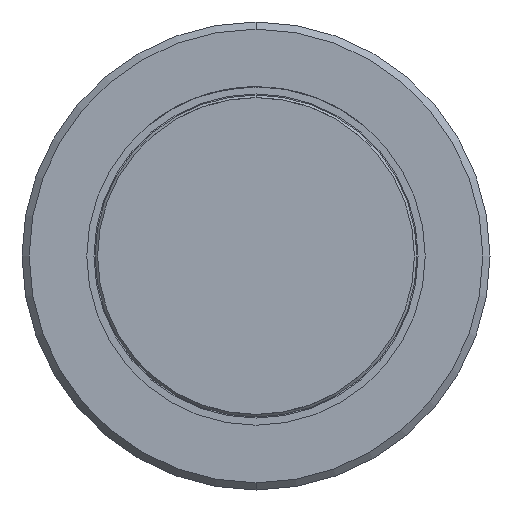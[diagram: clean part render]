
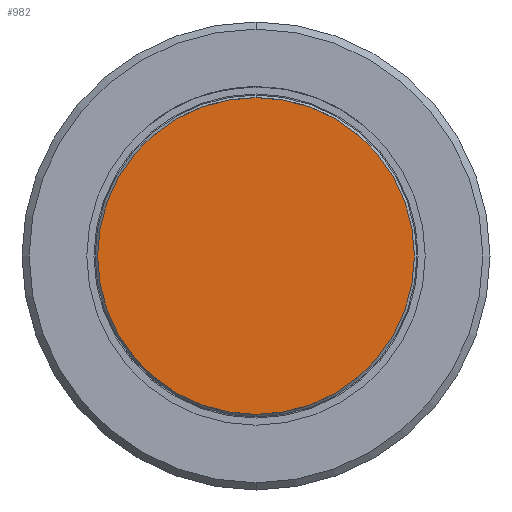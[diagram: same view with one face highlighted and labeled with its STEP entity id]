
A CAD part, front view. The second image highlights one B-rep face of the part: STEP entity #982.
In plain terms, the highlighted planar face has unit normal (0, -1, 0).
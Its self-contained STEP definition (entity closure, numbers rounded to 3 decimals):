
#92 = DIRECTION ( 'NONE',  ( -1., 0., 0. ) ) ;
#209 = CARTESIAN_POINT ( 'NONE',  ( 0., 0., 0. ) ) ;
#332 = EDGE_LOOP ( 'NONE', ( #919, #4011 ) ) ;
#827 = CARTESIAN_POINT ( 'NONE',  ( 0., 0., -1.9 ) ) ;
#919 = ORIENTED_EDGE ( 'NONE', *, *, #2356, .T. ) ;
#982 = ADVANCED_FACE ( 'Defeature ausgef�hrt1_27', ( #985 ), #4166, .F. ) ;
#985 = FACE_OUTER_BOUND ( 'NONE', #332, .T. ) ;
#1132 = CARTESIAN_POINT ( 'NONE',  ( 2.2, 0., 0. ) ) ;
#1158 = DIRECTION ( 'NONE',  ( 1., 0., 0. ) ) ;
#1256 = DIRECTION ( 'NONE',  ( -1., 0., 0. ) ) ;
#1499 = VERTEX_POINT ( 'NONE', #1132 ) ;
#1563 = VERTEX_POINT ( 'NONE', #3153 ) ;
#1580 = CIRCLE ( 'NONE', #1700, 2.2 ) ;
#1688 = CIRCLE ( 'NONE', #3742, 2.2 ) ;
#1700 = AXIS2_PLACEMENT_3D ( 'NONE', #4061, #3717, #92 ) ;
#2006 = EDGE_CURVE ( 'Defeature ausgef�hrt1_27+Defeature ausgef�hrt1_20+Defeature ausgef�hrt1_20+Defeature ausgef�hrt1_20', #1499, #1563, #1688, .T. ) ;
#2211 = DIRECTION ( 'NONE',  ( 0., -1., 0. ) ) ;
#2356 = EDGE_CURVE ( 'Defeature ausgef�hrt1_27+Defeature ausgef�hrt1_20+Defeature ausgef�hrt1_20+Defeature ausgef�hrt1_20', #1563, #1499, #1580, .T. ) ;
#2836 = DIRECTION ( 'NONE',  ( 0., 1., 0. ) ) ;
#3153 = CARTESIAN_POINT ( 'NONE',  ( -2.2, 0., 0. ) ) ;
#3717 = DIRECTION ( 'NONE',  ( 0., -1., 0. ) ) ;
#3742 = AXIS2_PLACEMENT_3D ( 'NONE', #209, #2211, #1256 ) ;
#3844 = AXIS2_PLACEMENT_3D ( 'NONE', #827, #2836, #1158 ) ;
#4011 = ORIENTED_EDGE ( 'NONE', *, *, #2006, .T. ) ;
#4061 = CARTESIAN_POINT ( 'NONE',  ( 0., 0., 0. ) ) ;
#4166 = PLANE ( 'NONE',  #3844 ) ;
